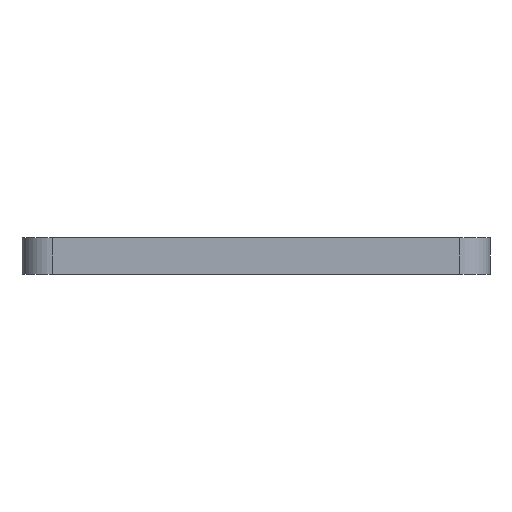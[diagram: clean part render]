
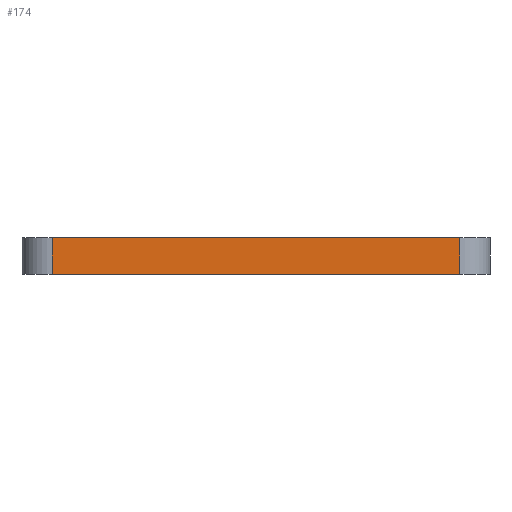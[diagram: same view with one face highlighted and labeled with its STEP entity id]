
A CAD part, front view. The second image highlights one B-rep face of the part: STEP entity #174.
In plain terms, the highlighted planar face has unit normal (0, -1, 0).
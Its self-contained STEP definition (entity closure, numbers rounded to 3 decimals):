
#145 = VERTEX_POINT ( 'NONE', #404 ) ;
#174 = ADVANCED_FACE ( 'NONE', ( #4177 ), #2932, .F. ) ;
#192 = ORIENTED_EDGE ( 'NONE', *, *, #1587, .T. ) ;
#294 = EDGE_CURVE ( 'NONE', #393, #2892, #1647, .T. ) ;
#393 = VERTEX_POINT ( 'NONE', #5033 ) ;
#404 = CARTESIAN_POINT ( 'NONE',  ( 33.76, -77.51, 6. ) ) ;
#829 = DIRECTION ( 'NONE',  ( 0., 1., 0. ) ) ;
#908 = VECTOR ( 'NONE', #2520, 1000. ) ;
#966 = ORIENTED_EDGE ( 'NONE', *, *, #3790, .F. ) ;
#1209 = ORIENTED_EDGE ( 'NONE', *, *, #2457, .F. ) ;
#1587 = EDGE_CURVE ( 'NONE', #145, #393, #2156, .T. ) ;
#1610 = VECTOR ( 'NONE', #3211, 1000. ) ;
#1647 = LINE ( 'NONE', #2242, #3736 ) ;
#2156 = LINE ( 'NONE', #3602, #5156 ) ;
#2242 = CARTESIAN_POINT ( 'NONE',  ( -33.76, -77.51, 6. ) ) ;
#2298 = DIRECTION ( 'NONE',  ( 0., 0., -1. ) ) ;
#2374 = CARTESIAN_POINT ( 'NONE',  ( 0., -77.51, 0. ) ) ;
#2457 = EDGE_CURVE ( 'NONE', #145, #5389, #4424, .T. ) ;
#2520 = DIRECTION ( 'NONE',  ( 0., 0., -1. ) ) ;
#2539 = LINE ( 'NONE', #2374, #1610 ) ;
#2767 = EDGE_LOOP ( 'NONE', ( #966, #1209, #192, #3373 ) ) ;
#2892 = VERTEX_POINT ( 'NONE', #4559 ) ;
#2932 = PLANE ( 'NONE',  #3649 ) ;
#3211 = DIRECTION ( 'NONE',  ( -1., 0., 0. ) ) ;
#3347 = DIRECTION ( 'NONE',  ( 1., 0., 0. ) ) ;
#3373 = ORIENTED_EDGE ( 'NONE', *, *, #294, .T. ) ;
#3524 = CARTESIAN_POINT ( 'NONE',  ( 33.76, -77.51, 0. ) ) ;
#3602 = CARTESIAN_POINT ( 'NONE',  ( 0., -77.51, 6. ) ) ;
#3649 = AXIS2_PLACEMENT_3D ( 'NONE', #3733, #829, #3347 ) ;
#3733 = CARTESIAN_POINT ( 'NONE',  ( 0., -77.51, 6. ) ) ;
#3736 = VECTOR ( 'NONE', #2298, 1000. ) ;
#3790 = EDGE_CURVE ( 'NONE', #5389, #2892, #2539, .T. ) ;
#4177 = FACE_OUTER_BOUND ( 'NONE', #2767, .T. ) ;
#4424 = LINE ( 'NONE', #5002, #908 ) ;
#4559 = CARTESIAN_POINT ( 'NONE',  ( -33.76, -77.51, 0. ) ) ;
#4929 = DIRECTION ( 'NONE',  ( -1., 0., 0. ) ) ;
#5002 = CARTESIAN_POINT ( 'NONE',  ( 33.76, -77.51, 6. ) ) ;
#5033 = CARTESIAN_POINT ( 'NONE',  ( -33.76, -77.51, 6. ) ) ;
#5156 = VECTOR ( 'NONE', #4929, 1000. ) ;
#5389 = VERTEX_POINT ( 'NONE', #3524 ) ;
